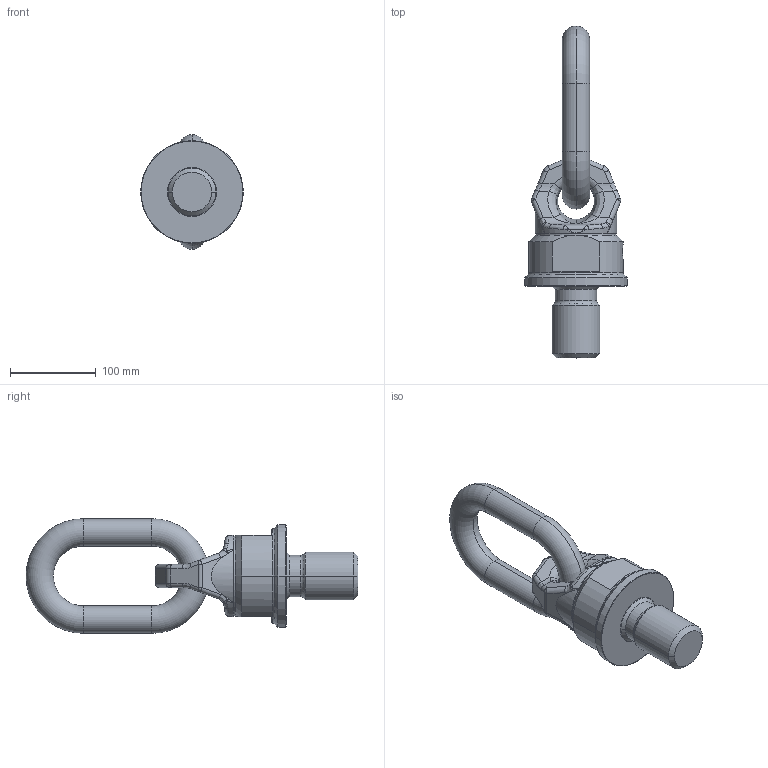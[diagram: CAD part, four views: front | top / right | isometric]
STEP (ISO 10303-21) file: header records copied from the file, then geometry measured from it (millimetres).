
FILE_DESCRIPTION((''),'2;1');
FILE_NAME('001-M33231-P98_ASM','2014-03-12T',('Roland.Jakubetz'),(''),'PRO/ENGINEER BY PARAMETRIC TECHNOLOGY CORPORATION, 2010140','PRO/ENGINEER BY PARAMETRIC TECHNOLOGY CORPORATION, 2010140','');
FILE_SCHEMA(('CONFIG_CONTROL_DESIGN'));
Length unit declared in the file: millimetre
Products named in the file (4): 001-M33231-P93; 001-M33231-P92; 001-M33231-P91; 001-M33231-P98_ASM
Assembly tree (3 placements, depth 2):
  001-M33231-P98_ASM
    001-M33231-P93
    001-M33231-P92
    001-M33231-P91
Bounding box: 120 x 388 x 134 mm (x, y, z)
Volume: 1399683.6 mm3; surface area: 137554.9 mm2
Topology: 3 solids, 3 shells, 671 faces, 1821 edges, 1174 vertices
Faces by surface type: plane 532, bspline 52, cylinder 49, cone 20, torus 14, sphere 4
Entity records: 22807 total; most frequent: CARTESIAN_POINT 6111, ORIENTED_EDGE 3642, DIRECTION 3125, EDGE_CURVE 1821, VECTOR 1557, LINE 1557, VERTEX_POINT 1174, AXIS2_PLACEMENT_3D 784
